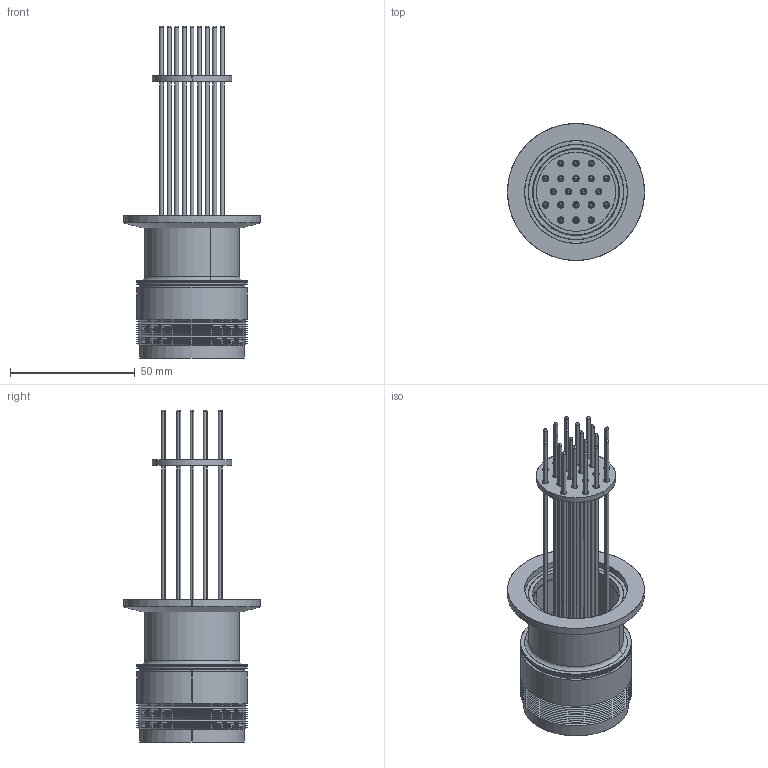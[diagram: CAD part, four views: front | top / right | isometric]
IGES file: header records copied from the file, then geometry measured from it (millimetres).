
Start section: SolidWorks IGES file using analytic representation for surfaces
Global section: file name: 18010-02-KF.IGS; native system: SolidWorks 2016; preprocessor: SolidWorks 2016; author: Lee Sanders; date: 161117.122852; units: inch
Bounding box: 54.99 x 54.99 x 133.18 mm (x, y, z)
Surface area: 44497.2 mm2 (no closed solid volume)
Topology: 0 solids, 0 shells, 656 faces, 9749 edges, 9749 vertices
Faces by surface type: revolution 462, bspline 194
